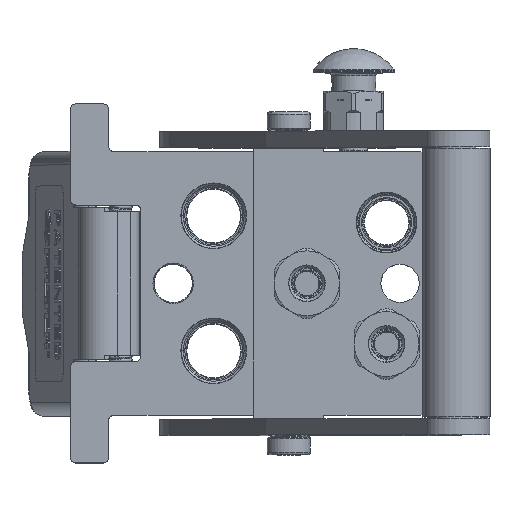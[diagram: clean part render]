
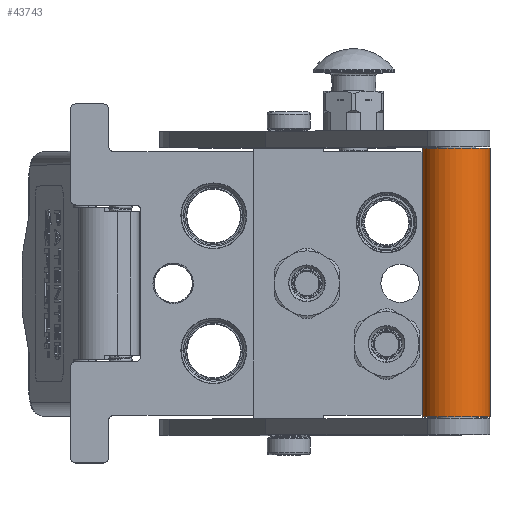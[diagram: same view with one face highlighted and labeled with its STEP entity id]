
A CAD part, top view. The second image highlights one B-rep face of the part: STEP entity #43743.
In plain terms, the highlighted cylindrical face has radius 12.5 mm (diameter 25 mm), a partial arc.
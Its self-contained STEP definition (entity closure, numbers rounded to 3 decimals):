
#1567 = CARTESIAN_POINT ( 'NONE',  ( 4.5, 0., -12.5 ) ) ;
#3264 = DIRECTION ( 'NONE',  ( -1., 0., 0. ) ) ;
#9147 = FACE_OUTER_BOUND ( 'NONE', #110348, .T. ) ;
#9851 = ORIENTED_EDGE ( 'NONE', *, *, #105033, .T. ) ;
#16161 = VERTEX_POINT ( 'NONE', #18125 ) ;
#16811 = DIRECTION ( 'NONE',  ( -1., 0., 0. ) ) ;
#16931 = LINE ( 'NONE', #53873, #46911 ) ;
#18125 = CARTESIAN_POINT ( 'NONE',  ( 104., 0., -12.5 ) ) ;
#20803 = CARTESIAN_POINT ( 'NONE',  ( 4.5, 0., 0. ) ) ;
#22470 = DIRECTION ( 'NONE',  ( -1., 0., 0. ) ) ;
#29629 = CIRCLE ( 'NONE', #80003, 12.5 ) ;
#30543 = CYLINDRICAL_SURFACE ( 'NONE', #97365, 12.5 ) ;
#34539 = VECTOR ( 'NONE', #22470, 1000. ) ;
#35409 = AXIS2_PLACEMENT_3D ( 'NONE', #71431, #16811, #80576 ) ;
#36166 = DIRECTION ( 'NONE',  ( -1., 0., 0. ) ) ;
#43743 = ADVANCED_FACE ( 'NONE', ( #9147 ), #30543, .T. ) ;
#46911 = VECTOR ( 'NONE', #55480, 1000. ) ;
#48485 = CIRCLE ( 'NONE', #35409, 12.5 ) ;
#53873 = CARTESIAN_POINT ( 'NONE',  ( 104., 0., -12.5 ) ) ;
#55480 = DIRECTION ( 'NONE',  ( -1., 0., 0. ) ) ;
#58000 = ORIENTED_EDGE ( 'NONE', *, *, #66789, .F. ) ;
#62097 = EDGE_CURVE ( 'NONE', #91989, #79002, #29629, .T. ) ;
#66789 = EDGE_CURVE ( 'NONE', #16161, #91989, #16931, .T. ) ;
#66824 = VERTEX_POINT ( 'NONE', #110125 ) ;
#71431 = CARTESIAN_POINT ( 'NONE',  ( 104., 0., 0. ) ) ;
#72459 = CARTESIAN_POINT ( 'NONE',  ( -5.425, 0., 0. ) ) ;
#76227 = DIRECTION ( 'NONE',  ( 0., 0., -1. ) ) ;
#79002 = VERTEX_POINT ( 'NONE', #85318 ) ;
#80003 = AXIS2_PLACEMENT_3D ( 'NONE', #20803, #3264, #76227 ) ;
#80576 = DIRECTION ( 'NONE',  ( 0., 0., -1. ) ) ;
#83060 = ORIENTED_EDGE ( 'NONE', *, *, #84126, .T. ) ;
#84126 = EDGE_CURVE ( 'NONE', #16161, #66824, #48485, .T. ) ;
#85318 = CARTESIAN_POINT ( 'NONE',  ( 4.5, 0., 12.5 ) ) ;
#88788 = LINE ( 'NONE', #95088, #34539 ) ;
#91989 = VERTEX_POINT ( 'NONE', #1567 ) ;
#94511 = ORIENTED_EDGE ( 'NONE', *, *, #62097, .F. ) ;
#95088 = CARTESIAN_POINT ( 'NONE',  ( 104., 0., 12.5 ) ) ;
#97365 = AXIS2_PLACEMENT_3D ( 'NONE', #72459, #36166, #109149 ) ;
#105033 = EDGE_CURVE ( 'NONE', #66824, #79002, #88788, .T. ) ;
#109149 = DIRECTION ( 'NONE',  ( 0., 0., 1. ) ) ;
#110125 = CARTESIAN_POINT ( 'NONE',  ( 104., 0., 12.5 ) ) ;
#110348 = EDGE_LOOP ( 'NONE', ( #83060, #9851, #94511, #58000 ) ) ;
